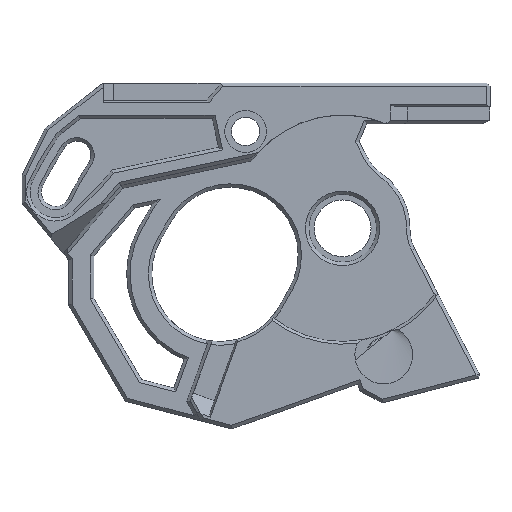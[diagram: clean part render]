
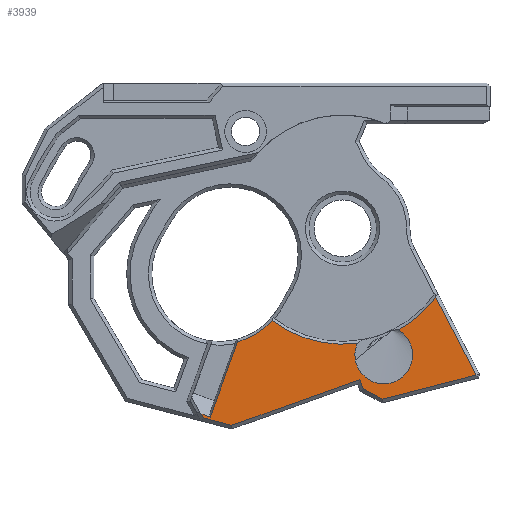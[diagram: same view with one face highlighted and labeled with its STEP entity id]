
A CAD part, top view. The second image highlights one B-rep face of the part: STEP entity #3939.
In plain terms, the highlighted planar face has unit normal (0, 0, 1).
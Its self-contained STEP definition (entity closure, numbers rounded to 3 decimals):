
#171=CIRCLE('',#4187,8.442);
#172=CIRCLE('',#4189,13.867);
#174=CIRCLE('',#4192,3.457);
#175=CIRCLE('',#4193,3.457);
#176=CIRCLE('',#4201,13.867);
#352=FACE_OUTER_BOUND('',#591,.T.);
#591=EDGE_LOOP('',(#3195,#3196,#3197,#3198,#3199,#3200,#3201,#3202,#3203,
#3204,#3205,#3206,#3207,#3208,#3209));
#692=LINE('',#5537,#1140);
#926=LINE('',#6208,#1374);
#929=LINE('',#6213,#1377);
#968=LINE('',#6305,#1416);
#1020=LINE('',#6416,#1468);
#1022=LINE('',#6420,#1470);
#1023=LINE('',#6422,#1471);
#1024=LINE('',#6424,#1472);
#1025=LINE('',#6426,#1473);
#1026=LINE('',#6427,#1474);
#1140=VECTOR('',#4401,1000.);
#1374=VECTOR('',#4943,1000.);
#1377=VECTOR('',#4948,1000.);
#1416=VECTOR('',#5045,1000.);
#1468=VECTOR('',#5163,1000.);
#1470=VECTOR('',#5167,1000.);
#1471=VECTOR('',#5168,1000.);
#1472=VECTOR('',#5169,1000.);
#1473=VECTOR('',#5170,1000.);
#1474=VECTOR('',#5171,1000.);
#1588=VERTEX_POINT('',#5535);
#1589=VERTEX_POINT('',#5536);
#1821=VERTEX_POINT('',#6151);
#1822=VERTEX_POINT('',#6156);
#1823=VERTEX_POINT('',#6162);
#1825=VERTEX_POINT('',#6173);
#1826=VERTEX_POINT('',#6175);
#1830=VERTEX_POINT('',#6205);
#1831=VERTEX_POINT('',#6207);
#1832=VERTEX_POINT('',#6211);
#1856=VERTEX_POINT('',#6303);
#1876=VERTEX_POINT('',#6419);
#1877=VERTEX_POINT('',#6421);
#1878=VERTEX_POINT('',#6423);
#1879=VERTEX_POINT('',#6425);
#1932=EDGE_CURVE('',#1588,#1589,#692,.T.);
#2230=EDGE_CURVE('',#1822,#1821,#171,.F.);
#2231=EDGE_CURVE('',#1821,#1823,#172,.F.);
#2235=EDGE_CURVE('',#1826,#1825,#174,.T.);
#2237=EDGE_CURVE('',#1825,#1823,#175,.T.);
#2246=EDGE_CURVE('',#1826,#1588,#176,.F.);
#2251=EDGE_CURVE('',#1830,#1831,#926,.T.);
#2254=EDGE_CURVE('',#1832,#1830,#929,.T.);
#2301=EDGE_CURVE('',#1856,#1822,#968,.T.);
#2355=EDGE_CURVE('',#1831,#1856,#1020,.T.);
#2357=EDGE_CURVE('',#1832,#1876,#1022,.T.);
#2358=EDGE_CURVE('',#1876,#1877,#1023,.T.);
#2359=EDGE_CURVE('',#1877,#1878,#1024,.T.);
#2360=EDGE_CURVE('',#1878,#1879,#1025,.T.);
#2361=EDGE_CURVE('',#1879,#1589,#1026,.T.);
#3195=ORIENTED_EDGE('',*,*,#2254,.F.);
#3196=ORIENTED_EDGE('',*,*,#2357,.T.);
#3197=ORIENTED_EDGE('',*,*,#2358,.T.);
#3198=ORIENTED_EDGE('',*,*,#2359,.T.);
#3199=ORIENTED_EDGE('',*,*,#2360,.T.);
#3200=ORIENTED_EDGE('',*,*,#2361,.T.);
#3201=ORIENTED_EDGE('',*,*,#1932,.F.);
#3202=ORIENTED_EDGE('',*,*,#2246,.F.);
#3203=ORIENTED_EDGE('',*,*,#2235,.T.);
#3204=ORIENTED_EDGE('',*,*,#2237,.T.);
#3205=ORIENTED_EDGE('',*,*,#2231,.F.);
#3206=ORIENTED_EDGE('',*,*,#2230,.F.);
#3207=ORIENTED_EDGE('',*,*,#2301,.F.);
#3208=ORIENTED_EDGE('',*,*,#2355,.F.);
#3209=ORIENTED_EDGE('',*,*,#2251,.F.);
#3747=PLANE('',#4267);
#3939=ADVANCED_FACE('',(#352),#3747,.F.);
#4187=AXIS2_PLACEMENT_3D('',#6160,#4897,#4898);
#4189=AXIS2_PLACEMENT_3D('',#6163,#4901,#4902);
#4192=AXIS2_PLACEMENT_3D('',#6176,#4908,#4909);
#4193=AXIS2_PLACEMENT_3D('',#6181,#4910,#4911);
#4201=AXIS2_PLACEMENT_3D('',#6197,#4933,#4934);
#4267=AXIS2_PLACEMENT_3D('',#6418,#5165,#5166);
#4401=DIRECTION('',(0.46,-0.888,0.));
#4897=DIRECTION('center_axis',(0.,0.,
-1.));
#4898=DIRECTION('ref_axis',(-1.,0.,0.));
#4901=DIRECTION('center_axis',(0.,0.,
-1.));
#4902=DIRECTION('ref_axis',(-1.,0.,0.));
#4908=DIRECTION('center_axis',(0.,0.,
-1.));
#4909=DIRECTION('ref_axis',(-1.,0.,0.));
#4910=DIRECTION('center_axis',(0.,0.,
-1.));
#4911=DIRECTION('ref_axis',(-1.,0.,0.));
#4933=DIRECTION('center_axis',(0.,0.,
-1.));
#4934=DIRECTION('ref_axis',(-1.,0.,0.));
#4943=DIRECTION('',(-0.465,0.885,0.));
#4948=DIRECTION('',(-0.968,0.251,0.));
#5045=DIRECTION('',(0.342,0.94,0.));
#5163=DIRECTION('',(0.94,-0.342,0.));
#5165=DIRECTION('center_axis',(0.,0.,
-1.));
#5166=DIRECTION('ref_axis',(0.,-1.,0.));
#5167=DIRECTION('',(0.942,0.336,0.));
#5168=DIRECTION('',(0.342,-0.94,0.));
#5169=DIRECTION('',(0.885,-0.465,0.));
#5170=DIRECTION('',(0.968,0.251,0.));
#5171=DIRECTION('',(0.303,0.953,0.));
#5535=CARTESIAN_POINT('',(94.753,-8.223,6.4));
#5536=CARTESIAN_POINT('',(99.554,-17.5,6.4));
#5537=CARTESIAN_POINT('',(86.977,6.805,6.4));
#6151=CARTESIAN_POINT('',(75.19,-11.036,6.4));
#6156=CARTESIAN_POINT('',(71.046,-13.578,6.4));
#6160=CARTESIAN_POINT('Origin',(68.89,-5.416,6.4));
#6162=CARTESIAN_POINT('',(85.368,-13.752,6.4));
#6163=CARTESIAN_POINT('Origin',(83.587,0.,6.4));
#6173=CARTESIAN_POINT('',(85.073,-15.151,6.4));
#6175=CARTESIAN_POINT('',(90.258,-12.157,6.4));
#6176=CARTESIAN_POINT('Origin',(88.53,-15.151,6.4));
#6181=CARTESIAN_POINT('Origin',(88.53,-15.151,6.4));
#6197=CARTESIAN_POINT('Origin',(83.587,0.,6.4));
#6205=CARTESIAN_POINT('',(66.914,-22.689,6.4));
#6207=CARTESIAN_POINT('',(66.651,-22.188,6.4));
#6208=CARTESIAN_POINT('',(63.604,-16.396,6.4));
#6211=CARTESIAN_POINT('',(70.342,-23.577,6.4));
#6213=CARTESIAN_POINT('',(67.537,-22.85,6.4));
#6303=CARTESIAN_POINT('',(67.765,-22.593,6.4));
#6305=CARTESIAN_POINT('',(72.894,-8.501,6.4));
#6416=CARTESIAN_POINT('',(67.496,-22.496,6.4));
#6418=CARTESIAN_POINT('Origin',(74.765,-3.811,6.4));
#6419=CARTESIAN_POINT('',(85.647,-18.121,6.4));
#6420=CARTESIAN_POINT('',(80.517,-19.95,6.4));
#6421=CARTESIAN_POINT('',(86.045,-19.216,6.4));
#6422=CARTESIAN_POINT('',(79.775,-1.987,6.4));
#6423=CARTESIAN_POINT('',(88.398,-20.453,6.4));
#6424=CARTESIAN_POINT('',(88.535,-20.525,6.4));
#6425=CARTESIAN_POINT('',(99.531,-17.571,6.4));
#6426=CARTESIAN_POINT('',(79.66,-22.716,6.4));
#6427=CARTESIAN_POINT('',(99.604,-17.342,6.4));
